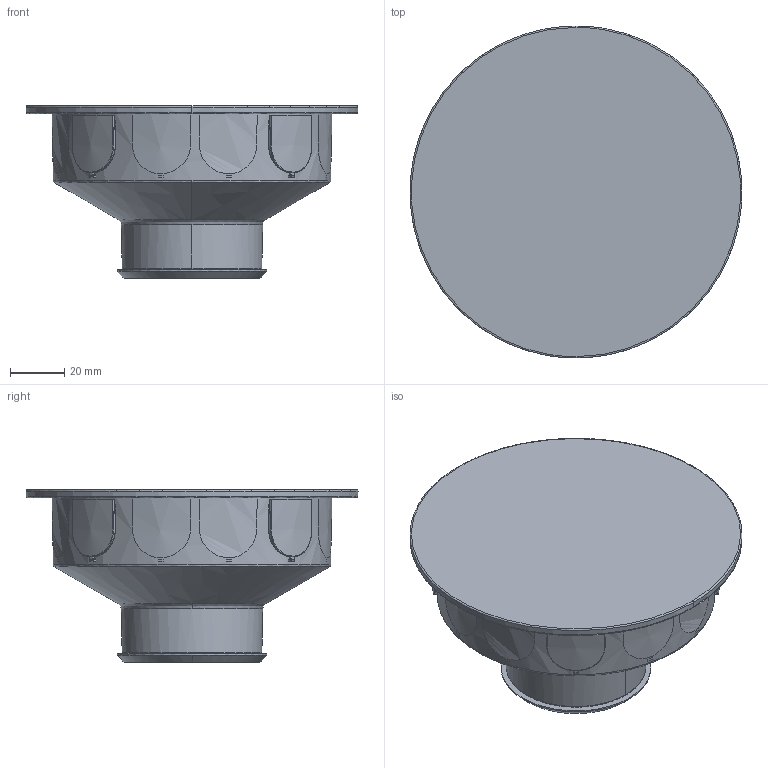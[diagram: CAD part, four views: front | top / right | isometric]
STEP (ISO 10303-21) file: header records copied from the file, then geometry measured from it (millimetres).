
FILE_DESCRIPTION(/* description */ (''),/* implementation_level */ '2;1');
FILE_NAME(/* name */ 'T4000000_EGO 55 WO FLAT TONDO',/* time_stamp */ '2018-02-06T14:44:15+01:00',/* author */ (''),/* organization */ (''),/* preprocessor_version */ 'ST-DEVELOPER v15',/* originating_system */ '',/* authorisation */ '');
FILE_SCHEMA (('CONFIG_CONTROL_DESIGN'));
Length unit declared in the file: millimetre
Products named in the file (1): Document
Bounding box: 121.95 x 122.08 x 63.37 mm (x, y, z)
Volume: 15352.9 mm3; surface area: 47872.5 mm2
Topology: 1 solids, 11 shells, 343 faces, 961 edges, 643 vertices
Faces by surface type: bspline 253, plane 90
Entity records: 16618 total; most frequent: CARTESIAN_POINT 11229, ORIENTED_EDGE 1858, EDGE_CURVE 965, VERTEX_POINT 643, B_SPLINE_CURVE_WITH_KNOTS 473, EDGE_LOOP 368, ADVANCED_FACE 339, FACE_OUTER_BOUND 339
